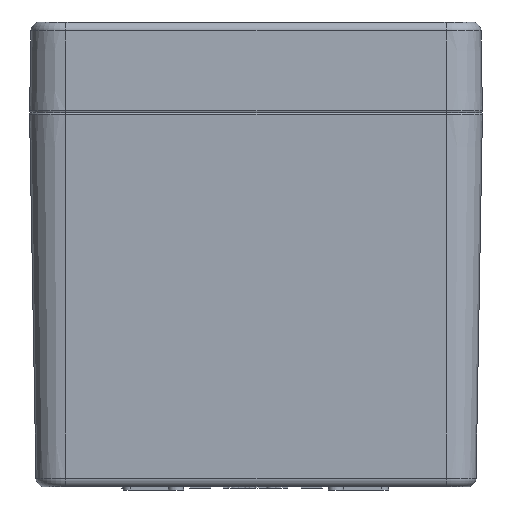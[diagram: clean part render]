
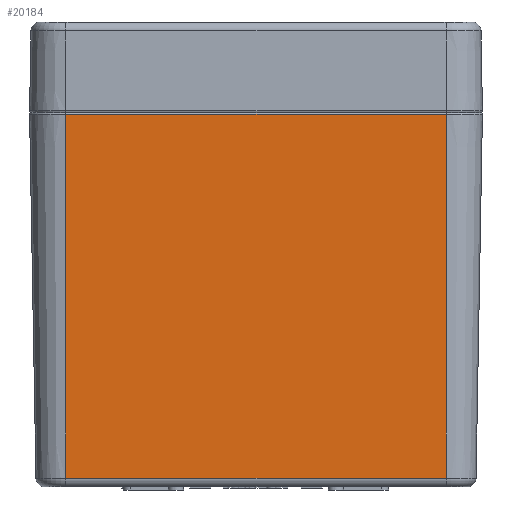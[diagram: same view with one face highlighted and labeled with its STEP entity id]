
A CAD part, left-side view. The second image highlights one B-rep face of the part: STEP entity #20184.
In plain terms, the highlighted planar face has unit normal (-1, 0, -0.018).
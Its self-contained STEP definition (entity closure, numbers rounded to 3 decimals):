
#1948=PLANE('',#21602);
#2789=FACE_OUTER_BOUND('',#4077,.T.);
#4077=EDGE_LOOP('',(#17128,#17129,#17130,#17131));
#4701=LINE('',#29041,#6154);
#4714=LINE('',#29103,#6167);
#4716=LINE('',#29106,#6169);
#5670=LINE('',#35661,#7123);
#6154=VECTOR('',#23427,10.);
#6167=VECTOR('',#23504,10.);
#6169=VECTOR('',#23508,10.);
#7123=VECTOR('',#25334,10.);
#8582=VERTEX_POINT('',#29035);
#8583=VERTEX_POINT('',#29039);
#8597=VERTEX_POINT('',#29091);
#8600=VERTEX_POINT('',#29098);
#10631=EDGE_CURVE('',#8582,#8583,#4701,.T.);
#10662=EDGE_CURVE('',#8597,#8600,#4714,.T.);
#10664=EDGE_CURVE('',#8583,#8597,#4716,.T.);
#12144=EDGE_CURVE('',#8582,#8600,#5670,.T.);
#17128=ORIENTED_EDGE('',*,*,#10631,.F.);
#17129=ORIENTED_EDGE('',*,*,#12144,.T.);
#17130=ORIENTED_EDGE('',*,*,#10662,.F.);
#17131=ORIENTED_EDGE('',*,*,#10664,.F.);
#20184=ADVANCED_FACE('',(#2789),#1948,.T.);
#21602=AXIS2_PLACEMENT_3D('',#35660,#25332,#25333);
#23427=DIRECTION('',(0.,-1.,0.));
#23504=DIRECTION('',(0.,1.,0.));
#23508=DIRECTION('',(0.017,0.,-1.));
#25332=DIRECTION('center_axis',(-1.,0.,-0.017));
#25333=DIRECTION('ref_axis',(0.,1.,0.));
#25334=DIRECTION('',(0.017,0.,-1.));
#29035=CARTESIAN_POINT('',(-79.995,31.5,-0.305));
#29039=CARTESIAN_POINT('',(-79.995,-31.5,-0.305));
#29041=CARTESIAN_POINT('',(-79.995,15.75,-0.305));
#29091=CARTESIAN_POINT('',(-78.944,-31.5,-60.526));
#29098=CARTESIAN_POINT('',(-78.944,31.5,-60.526));
#29103=CARTESIAN_POINT('',(-78.944,15.75,-60.526));
#29106=CARTESIAN_POINT('',(-80.,-31.5,0.));
#35660=CARTESIAN_POINT('Origin',(-80.,31.5,0.));
#35661=CARTESIAN_POINT('',(-80.,31.5,0.));
